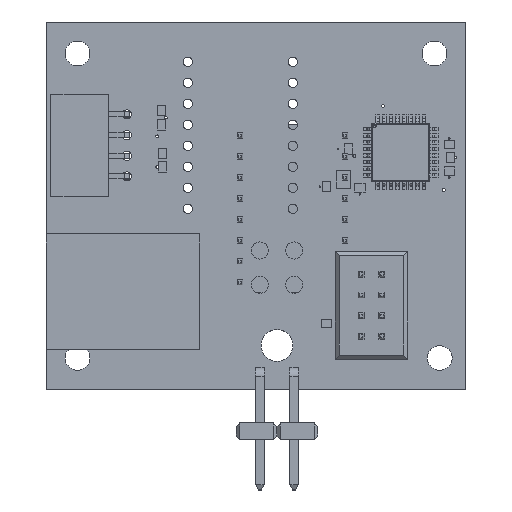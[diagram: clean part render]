
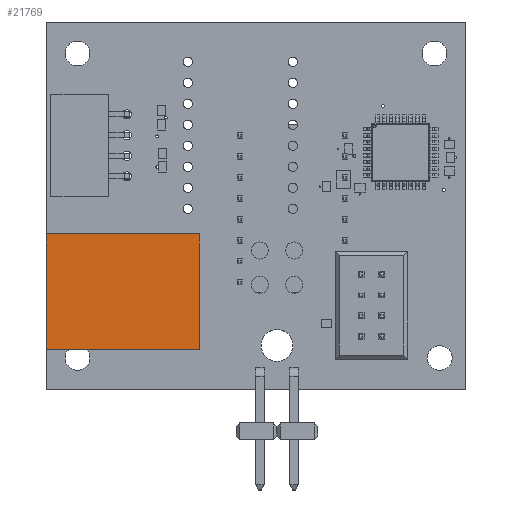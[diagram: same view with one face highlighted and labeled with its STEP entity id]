
A CAD part, top view. The second image highlights one B-rep face of the part: STEP entity #21769.
In plain terms, the highlighted planar face has unit normal (0, 0, 1).
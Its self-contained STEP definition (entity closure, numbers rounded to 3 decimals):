
#647=PLANE('',#23193);
#1693=FACE_OUTER_BOUND('',#3034,.T.);
#3034=EDGE_LOOP('',(#15882,#15883,#15884,#15885));
#4662=LINE('',#31870,#7182);
#4665=LINE('',#31876,#7185);
#4668=LINE('',#31882,#7188);
#4671=LINE('',#31886,#7191);
#7182=VECTOR('',#26048,10.);
#7185=VECTOR('',#26053,10.);
#7188=VECTOR('',#26058,10.);
#7191=VECTOR('',#26063,10.);
#9902=VERTEX_POINT('',#31867);
#9903=VERTEX_POINT('',#31869);
#9905=VERTEX_POINT('',#31875);
#9907=VERTEX_POINT('',#31881);
#12086=EDGE_CURVE('',#9903,#9902,#4662,.T.);
#12089=EDGE_CURVE('',#9905,#9903,#4665,.T.);
#12092=EDGE_CURVE('',#9907,#9905,#4668,.T.);
#12095=EDGE_CURVE('',#9902,#9907,#4671,.T.);
#15882=ORIENTED_EDGE('',*,*,#12095,.T.);
#15883=ORIENTED_EDGE('',*,*,#12092,.T.);
#15884=ORIENTED_EDGE('',*,*,#12089,.T.);
#15885=ORIENTED_EDGE('',*,*,#12086,.T.);
#21769=ADVANCED_FACE('',(#1693),#647,.T.);
#23193=AXIS2_PLACEMENT_3D('',#31887,#26064,#26065);
#26048=DIRECTION('',(-1.,0.,0.));
#26053=DIRECTION('',(0.,1.,0.));
#26058=DIRECTION('',(1.,0.,0.));
#26063=DIRECTION('',(0.,-1.,0.));
#26064=DIRECTION('center_axis',(0.,0.,1.));
#26065=DIRECTION('ref_axis',(1.,0.,0.));
#31867=CARTESIAN_POINT('',(-7.,18.55,0.1));
#31869=CARTESIAN_POINT('',(7.,18.55,0.1));
#31870=CARTESIAN_POINT('',(7.,18.55,0.1));
#31875=CARTESIAN_POINT('',(7.,0.,0.1));
#31876=CARTESIAN_POINT('',(7.,0.,0.1));
#31881=CARTESIAN_POINT('',(-7.,0.,0.1));
#31882=CARTESIAN_POINT('',(-7.,0.,0.1));
#31886=CARTESIAN_POINT('',(-7.,18.55,0.1));
#31887=CARTESIAN_POINT('Origin',(0.,9.275,0.1));
